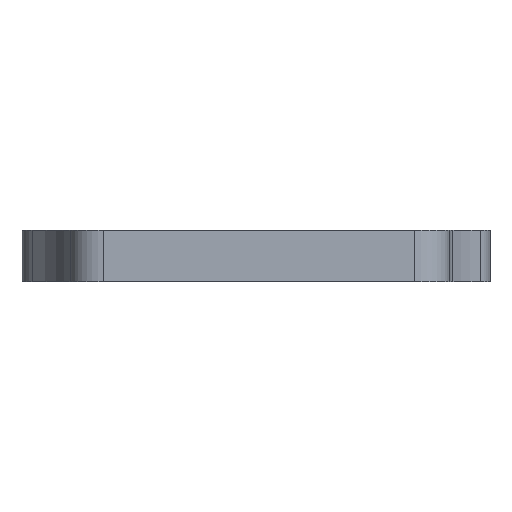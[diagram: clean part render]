
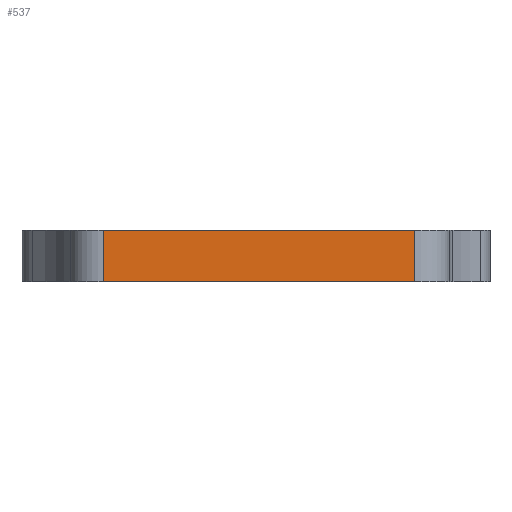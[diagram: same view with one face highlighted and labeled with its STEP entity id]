
A CAD part, front view. The second image highlights one B-rep face of the part: STEP entity #537.
In plain terms, the highlighted planar face has unit normal (0, -1, 0).
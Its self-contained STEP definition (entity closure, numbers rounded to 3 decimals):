
#4 = ORIENTED_EDGE ( 'NONE', *, *, #320, .F. ) ;
#40 = VERTEX_POINT ( 'NONE', #678 ) ;
#75 = FACE_OUTER_BOUND ( 'NONE', #121, .T. ) ;
#97 = LINE ( 'NONE', #545, #469 ) ;
#121 = EDGE_LOOP ( 'NONE', ( #373, #4, #441, #215 ) ) ;
#127 = CARTESIAN_POINT ( 'NONE',  ( 8.86, 0.06, 3. ) ) ;
#136 = DIRECTION ( 'NONE',  ( 0., 0., -1. ) ) ;
#141 = LINE ( 'NONE', #127, #183 ) ;
#179 = VECTOR ( 'NONE', #198, 1000. ) ;
#183 = VECTOR ( 'NONE', #136, 1000. ) ;
#198 = DIRECTION ( 'NONE',  ( 1., 0., 0. ) ) ;
#202 = CARTESIAN_POINT ( 'NONE',  ( 19.737, 0.06, 0. ) ) ;
#215 = ORIENTED_EDGE ( 'NONE', *, *, #706, .T. ) ;
#233 = VERTEX_POINT ( 'NONE', #598 ) ;
#246 = VECTOR ( 'NONE', #253, 1000. ) ;
#248 = CARTESIAN_POINT ( 'NONE',  ( -9.095, 0.06, 3. ) ) ;
#253 = DIRECTION ( 'NONE',  ( 0., 0., 1. ) ) ;
#263 = CARTESIAN_POINT ( 'NONE',  ( -9.095, 0.06, 3. ) ) ;
#297 = LINE ( 'NONE', #263, #246 ) ;
#320 = EDGE_CURVE ( 'NONE', #505, #40, #97, .T. ) ;
#348 = VERTEX_POINT ( 'NONE', #518 ) ;
#362 = DIRECTION ( 'NONE',  ( -1., 0., 0. ) ) ;
#367 = DIRECTION ( 'NONE',  ( 0., 1., 0. ) ) ;
#373 = ORIENTED_EDGE ( 'NONE', *, *, #759, .F. ) ;
#377 = CARTESIAN_POINT ( 'NONE',  ( -9.095, 0.06, 3. ) ) ;
#379 = PLANE ( 'NONE',  #694 ) ;
#441 = ORIENTED_EDGE ( 'NONE', *, *, #589, .F. ) ;
#469 = VECTOR ( 'NONE', #541, 1000. ) ;
#505 = VERTEX_POINT ( 'NONE', #248 ) ;
#518 = CARTESIAN_POINT ( 'NONE',  ( -9.095, 0.06, 0. ) ) ;
#537 = ADVANCED_FACE ( 'NONE', ( #75 ), #379, .F. ) ;
#541 = DIRECTION ( 'NONE',  ( 1., 0., 0. ) ) ;
#545 = CARTESIAN_POINT ( 'NONE',  ( -9.095, 0.06, 3. ) ) ;
#589 = EDGE_CURVE ( 'NONE', #348, #505, #297, .T. ) ;
#598 = CARTESIAN_POINT ( 'NONE',  ( 8.86, 0.06, 0. ) ) ;
#678 = CARTESIAN_POINT ( 'NONE',  ( 8.86, 0.06, 3. ) ) ;
#680 = LINE ( 'NONE', #202, #179 ) ;
#694 = AXIS2_PLACEMENT_3D ( 'NONE', #377, #367, #362 ) ;
#706 = EDGE_CURVE ( 'NONE', #348, #233, #680, .T. ) ;
#759 = EDGE_CURVE ( 'NONE', #40, #233, #141, .T. ) ;
